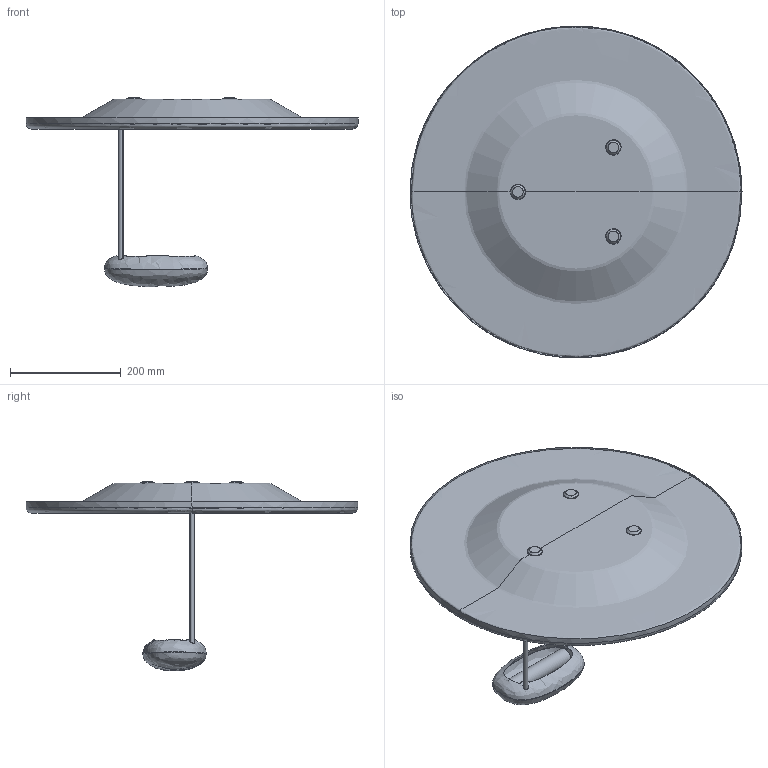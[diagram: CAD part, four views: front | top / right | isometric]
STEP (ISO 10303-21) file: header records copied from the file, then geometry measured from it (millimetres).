
FILE_DESCRIPTION(/* description */ (''),/* implementation_level */ '2;1');
FILE_NAME(/* name */ 'Droplet mini parete-soffitto light',/* time_stamp */ '2009-05-20T11:06:56+02:00',/* author */ (''),/* organization */ (''),/* preprocessor_version */ 'ST-DEVELOPER v10',/* originating_system */ '',/* authorisation */ '');
FILE_SCHEMA (('AUTOMOTIVE_DESIGN'));
Length unit declared in the file: centimetre
Products named in the file (1): 1
Bounding box: 600.01 x 599.56 x 343.15 mm (x, y, z)
Surface area: 675127.6 mm2 (no closed solid volume)
Topology: 0 solids, 5 shells, 29 faces, 96 edges, 72 vertices
Faces by surface type: bspline 29
Entity records: 2356 total; most frequent: CARTESIAN_POINT 1816, ORIENTED_EDGE 154, EDGE_CURVE 94, VERTEX_POINT 72, B_SPLINE_CURVE_WITH_KNOTS 46, EDGE_LOOP 33, ADVANCED_FACE 29, FACE_OUTER_BOUND 29
